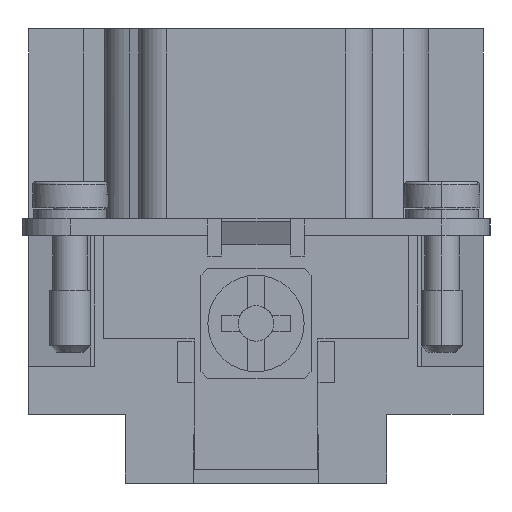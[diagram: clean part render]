
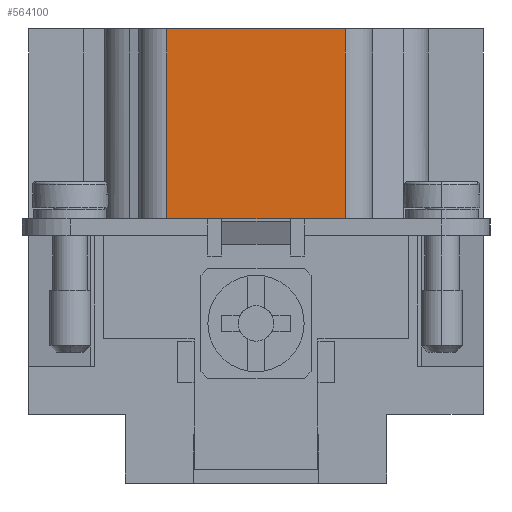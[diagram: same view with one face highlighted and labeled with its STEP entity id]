
A CAD part, left-side view. The second image highlights one B-rep face of the part: STEP entity #564100.
In plain terms, the highlighted planar face has unit normal (-1, 0, 0).
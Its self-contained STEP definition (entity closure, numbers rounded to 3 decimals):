
#475350=CARTESIAN_POINT('',(-55.,-6.5,33.));
#475360=VERTEX_POINT('',#475350);
#475390=CARTESIAN_POINT('',(-55.,-6.5,33.));
#475400=DIRECTION('',(0.,1.,0.));
#475410=VECTOR('',#475400,13.);
#475420=LINE('',#475390,#475410);
#475430=CARTESIAN_POINT('',(-55.,6.5,33.));
#475440=VERTEX_POINT('',#475430);
#475450=EDGE_CURVE('',#475360,#475440,#475420,.T.);
#551530=CARTESIAN_POINT('',(-55.,3.5,19.2));
#551540=VERTEX_POINT('',#551530);
#551570=CARTESIAN_POINT('',(-55.,3.5,19.2));
#551580=DIRECTION('',(0.,-1.,0.));
#551590=VECTOR('',#551580,7.);
#551600=LINE('',#551570,#551590);
#551610=CARTESIAN_POINT('',(-55.,-3.5,19.2));
#551620=VERTEX_POINT('',#551610);
#551630=EDGE_CURVE('',#551540,#551620,#551600,.T.);
#563660=CARTESIAN_POINT('',(-55.,-6.5,19.2));
#563670=VERTEX_POINT('',#563660);
#563700=CARTESIAN_POINT('',(-55.,-6.5,19.2));
#563710=DIRECTION('',(0.,0.,1.));
#563720=VECTOR('',#563710,1.);
#563730=LINE('',#563700,#563720);
#563740=EDGE_CURVE('',#563670,#475360,#563730,.T.);
#563800=CARTESIAN_POINT('',(-55.,-6.5,19.2));
#563810=DIRECTION('',(-1.,0.,0.));
#563820=DIRECTION('',(0.,0.,1.));
#563830=AXIS2_PLACEMENT_3D('',#563800,#563810,#563820);
#563840=PLANE('',#563830);
#563850=ORIENTED_EDGE('',*,*,#563740,.T.);
#563860=CARTESIAN_POINT('',(-55.,-6.5,19.2));
#563870=DIRECTION('',(0.,1.,0.));
#563880=VECTOR('',#563870,3.);
#563890=LINE('',#563860,#563880);
#563900=EDGE_CURVE('',#563670,#551620,#563890,.T.);
#563910=ORIENTED_EDGE('',*,*,#563900,.F.);
#563920=ORIENTED_EDGE('',*,*,#551630,.T.);
#563930=CARTESIAN_POINT('',(-55.,3.5,19.2));
#563940=DIRECTION('',(0.,1.,0.));
#563950=VECTOR('',#563940,3.);
#563960=LINE('',#563930,#563950);
#563970=CARTESIAN_POINT('',(-55.,6.5,19.2));
#563980=VERTEX_POINT('',#563970);
#563990=EDGE_CURVE('',#551540,#563980,#563960,.T.);
#564000=ORIENTED_EDGE('',*,*,#563990,.F.);
#564010=CARTESIAN_POINT('',(-55.,6.5,19.2));
#564020=DIRECTION('',(0.,0.,1.));
#564030=VECTOR('',#564020,13.8);
#564040=LINE('',#564010,#564030);
#564050=EDGE_CURVE('',#563980,#475440,#564040,.T.);
#564060=ORIENTED_EDGE('',*,*,#564050,.F.);
#564070=ORIENTED_EDGE('',*,*,#475450,.T.);
#564080=EDGE_LOOP('',(#564070,#564060,#564000,#563920,#563910,#563850));
#564090=FACE_OUTER_BOUND('',#564080,.T.);
#564100=ADVANCED_FACE('',(#564090),#563840,.T.);
